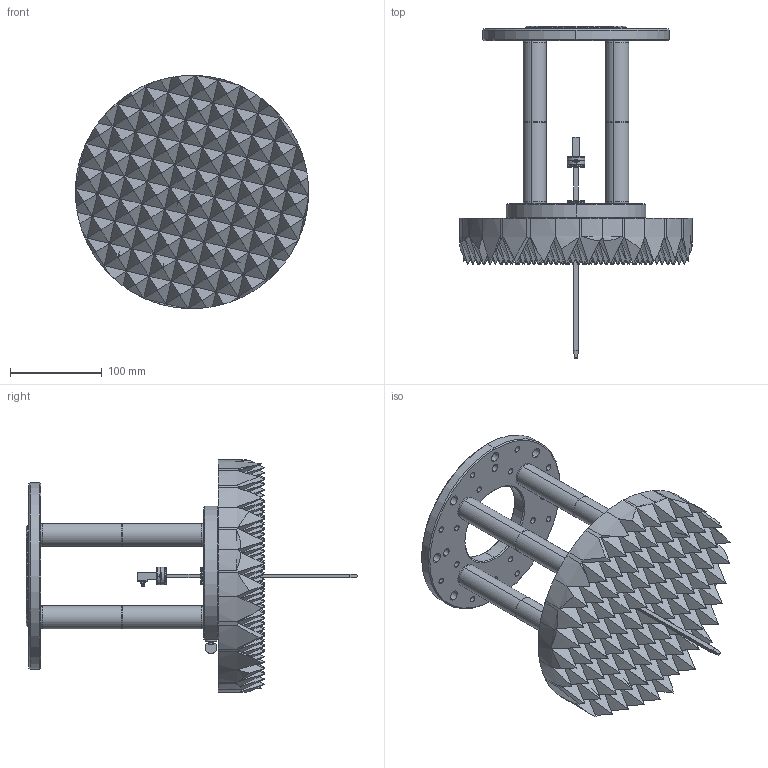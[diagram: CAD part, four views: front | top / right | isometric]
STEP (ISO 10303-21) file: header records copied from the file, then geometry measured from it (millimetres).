
FILE_DESCRIPTION (( 'STEP AP214' ), '1' );
FILE_NAME ('TY-MAA-AP-EC-R, Defeatured.STEP', '2024-07-10T22:35:38', ( '' ), ( '' ), 'SwSTEP 2.0', 'SolidWorks 2021', '' );
FILE_SCHEMA (( 'AUTOMOTIVE_DESIGN' ));
Length unit declared in the file: inch
Products named in the file (1): TY-MAA-AP-EC-R, Defeatured
Bounding box: 253.91 x 361.77 x 253.91 mm (x, y, z)
Volume: 2478911.4 mm3; surface area: 546709.1 mm2
Topology: 114 solids, 122 shells, 1816 faces, 3935 edges, 2431 vertices
Faces by surface type: plane 774, cylinder 473, bspline 382, cone 171, torus 16
Entity records: 59382 total; most frequent: CARTESIAN_POINT 19783, ORIENTED_EDGE 7862, DIRECTION 7246, EDGE_CURVE 3931, AXIS2_PLACEMENT_3D 2449, VERTEX_POINT 2431, VECTOR 2348, LINE 2348
